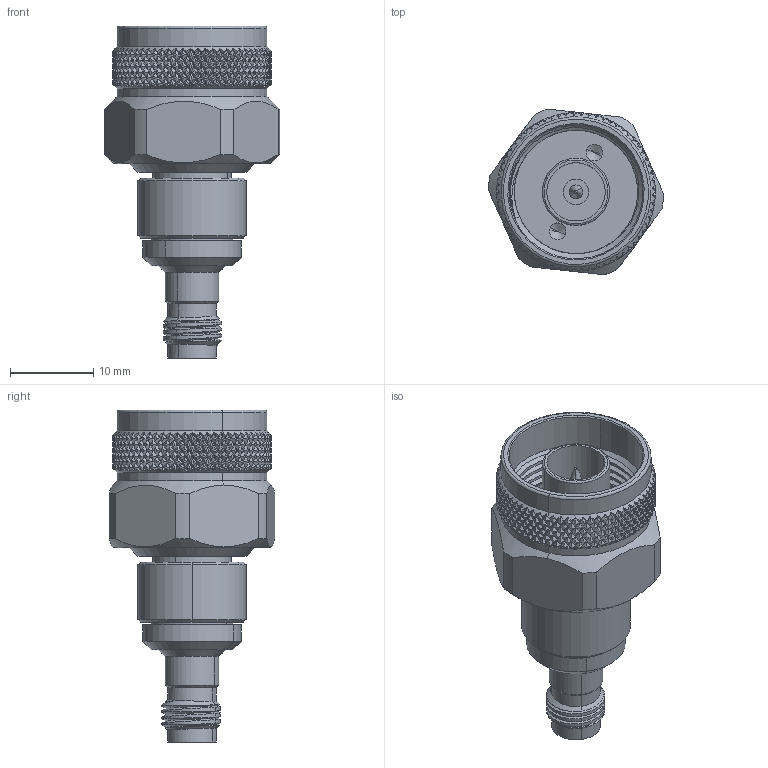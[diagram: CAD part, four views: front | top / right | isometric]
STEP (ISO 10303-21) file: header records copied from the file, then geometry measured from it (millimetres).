
FILE_DESCRIPTION (( 'STEP AP214' ), '1' );
FILE_NAME ('CT-NMVF-LN1.STEP', '2025-01-16T21:05:37', ( '' ), ( '' ), 'SwSTEP 2.0', 'SolidWorks 2021', '' );
FILE_SCHEMA (( 'AUTOMOTIVE_DESIGN' ));
Length unit declared in the file: inch
Products named in the file (1): CT-NMVF-LN1
Bounding box: 20.99 x 19.85 x 39.78 mm (x, y, z)
Volume: 4368.8 mm3; surface area: 4446 mm2
Topology: 1 solids, 4 shells, 2736 faces, 5817 edges, 3099 vertices
Faces by surface type: bspline 2084, cylinder 544, cone 53, plane 49, torus 4, sphere 2
Entity records: 116078 total; most frequent: CARTESIAN_POINT 45591, ORIENTED_EDGE 11616, EDGE_CURVE 5808, VERTEX_POINT 3098, EDGE_LOOP 2760, FACE_OUTER_BOUND 2736, ADVANCED_FACE 2736, UNCERTAINTY_MEASURE_WITH_UNIT 2733
